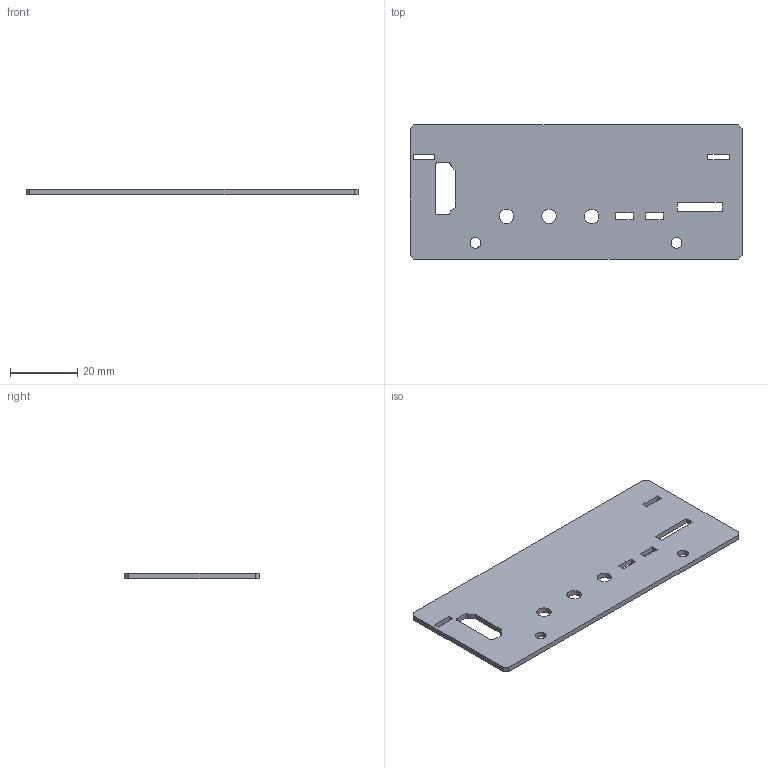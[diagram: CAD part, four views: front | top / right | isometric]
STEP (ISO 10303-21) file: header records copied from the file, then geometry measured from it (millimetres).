
FILE_DESCRIPTION(('KiCad electronic assembly'),'2;1');
FILE_NAME('RGBtoHDMI CDTV v2 - Face Plate - Lite.step', '2022-02-28T21:35:45',('An Author'),('A Company'), 'Open CASCADE STEP processor 7.5','KiCad to STEP converter','Unknown' );
FILE_SCHEMA(('AUTOMOTIVE_DESIGN { 1 0 10303 214 1 1 1 1 }'));
Length unit declared in the file: millimetre
Products named in the file (2): Open CASCADE STEP translator 7.5 1; COMPOUND
Assembly tree (1 placements, depth 2):
  Open CASCADE STEP translator 7.5 1
    COMPOUND
Bounding box: 99 x 40.01 x 1.6 mm (x, y, z)
Volume: 5974.3 mm3; surface area: 8217.1 mm2
Topology: 1 solids, 1 shells, 49 faces, 141 edges, 94 vertices
Faces by surface type: plane 38, cylinder 11
Full cylindrical faces by diameter (mm): 3.2 x2, 4.3 x3
Entity records: 3521 total; most frequent: CARTESIAN_POINT 568, DIRECTION 547, LINE 379, VECTOR 379, ORIENTED_EDGE 282, PCURVE 282, DEFINITIONAL_REPRESENTATION 282, EDGE_CURVE 141
